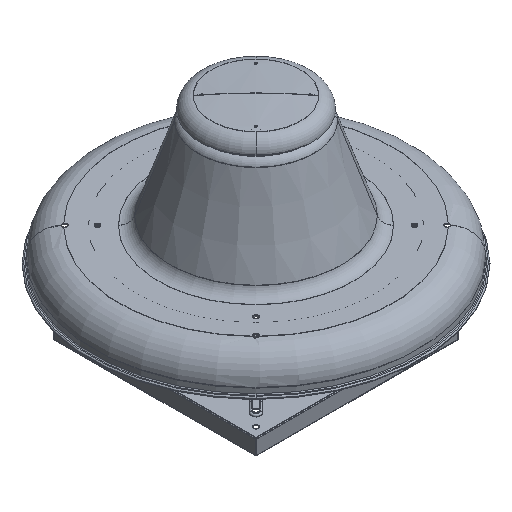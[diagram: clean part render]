
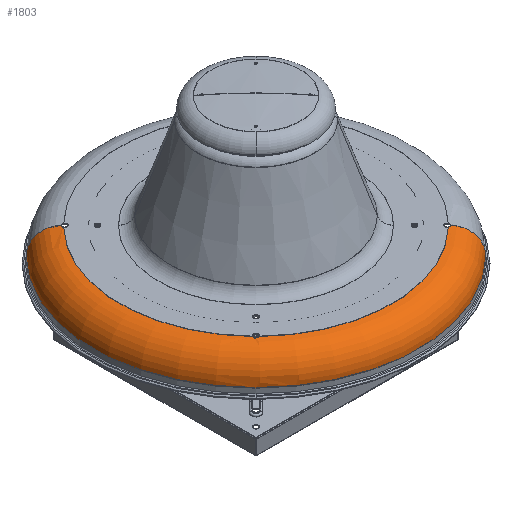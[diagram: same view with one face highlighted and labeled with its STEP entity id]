
A CAD part, isometric view. The second image highlights one B-rep face of the part: STEP entity #1803.
In plain terms, the highlighted toroidal (fillet/blend) face has major radius 335 mm and minor radius 65 mm.
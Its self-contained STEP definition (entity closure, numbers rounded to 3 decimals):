
#41 = CARTESIAN_POINT ( 'NONE',  ( 0., -317.666, 0. ) ) ;
#60 = CARTESIAN_POINT ( 'NONE',  ( -2.973, -252.747, -338.249 ) ) ;
#1425 = CARTESIAN_POINT ( 'NONE',  ( 337.09, -252.699, -4.434 ) ) ;
#1527 = CARTESIAN_POINT ( 'NONE',  ( 0., -317.666, 0. ) ) ;
#1551 = DIRECTION ( 'NONE',  ( 0., 0., -1. ) ) ;
#1803 = ADVANCED_FACE ( 'NONE', ( #23398 ), #8784, .T. ) ;
#1859 = CARTESIAN_POINT ( 'NONE',  ( 335., -317.666, 0. ) ) ;
#1874 = AXIS2_PLACEMENT_3D ( 'NONE', #21997, #17226, #24255 ) ;
#2404 = CARTESIAN_POINT ( 'NONE',  ( -339., -252.789, 0. ) ) ;
#2585 = CARTESIAN_POINT ( 'NONE',  ( 4.435, -252.699, -337.089 ) ) ;
#2667 = VERTEX_POINT ( 'NONE', #30234 ) ;
#2781 = DIRECTION ( 'NONE',  ( 1., 0., 0. ) ) ;
#2875 = B_SPLINE_CURVE_WITH_KNOTS ( 'NONE', 3,
 ( #24832, #29534, #8687, #1425, #15552, #27519, #8588, #3769, #3875, #6224 ),
 .UNSPECIFIED., .F., .F.,
 ( 4, 2, 2, 2, 4 ),
 ( 0., 0.25, 0.5, 0.75, 1. ),
 .UNSPECIFIED. ) ;
#2976 = CARTESIAN_POINT ( 'NONE',  ( 339., -252.789, 0. ) ) ;
#3078 = CARTESIAN_POINT ( 'NONE',  ( 0., -252.666, 0. ) ) ;
#3449 = AXIS2_PLACEMENT_3D ( 'NONE', #1527, #4489, #15546 ) ;
#3769 = CARTESIAN_POINT ( 'NONE',  ( 338.905, -252.783, -1.234 ) ) ;
#3875 = CARTESIAN_POINT ( 'NONE',  ( 339., -252.789, -0.624 ) ) ;
#4203 = DIRECTION ( 'NONE',  ( -1., 0., 0. ) ) ;
#4452 = CARTESIAN_POINT ( 'NONE',  ( -337.522, -252.715, -3.993 ) ) ;
#4489 = DIRECTION ( 'NONE',  ( 0., -1., 0. ) ) ;
#4556 = CARTESIAN_POINT ( 'NONE',  ( -0.62, -252.789, -339. ) ) ;
#4743 = CARTESIAN_POINT ( 'NONE',  ( -2.42, -252.762, -338.526 ) ) ;
#4835 = CARTESIAN_POINT ( 'NONE',  ( 2.428, -252.762, -338.522 ) ) ;
#4836 = CARTESIAN_POINT ( 'NONE',  ( -338.249, -252.747, -2.973 ) ) ;
#5068 = ORIENTED_EDGE ( 'NONE', *, *, #7592, .T. ) ;
#5205 = ORIENTED_EDGE ( 'NONE', *, *, #11527, .F. ) ;
#5334 = EDGE_CURVE ( 'NONE', #12602, #22937, #23293, .T. ) ;
#6224 = CARTESIAN_POINT ( 'NONE',  ( 339., -252.789, 0. ) ) ;
#6237 = VERTEX_POINT ( 'NONE', #29335 ) ;
#6791 = CARTESIAN_POINT ( 'NONE',  ( -336.087, -252.674, -5.183 ) ) ;
#6889 = CARTESIAN_POINT ( 'NONE',  ( 2.979, -252.747, -338.245 ) ) ;
#7172 = CARTESIAN_POINT ( 'NONE',  ( -337.09, -252.699, -4.435 ) ) ;
#7274 = CARTESIAN_POINT ( 'NONE',  ( -5.674, -252.666, -334.952 ) ) ;
#7592 = EDGE_CURVE ( 'NONE', #22937, #6237, #12003, .T. ) ;
#7646 = CARTESIAN_POINT ( 'NONE',  ( 0., -252.666, 0. ) ) ;
#7661 = CIRCLE ( 'NONE', #20103, 65. ) ;
#7895 = ORIENTED_EDGE ( 'NONE', *, *, #15025, .F. ) ;
#8588 = CARTESIAN_POINT ( 'NONE',  ( 338.524, -252.762, -2.424 ) ) ;
#8687 = CARTESIAN_POINT ( 'NONE',  ( 336.09, -252.674, -5.181 ) ) ;
#8784 = TOROIDAL_SURFACE ( 'NONE', #25269, 335., 65. ) ;
#10996 = CARTESIAN_POINT ( 'NONE',  ( -334.952, -252.666, -5.674 ) ) ;
#11409 = VERTEX_POINT ( 'NONE', #11907 ) ;
#11527 = EDGE_CURVE ( 'NONE', #11534, #2667, #25038, .T. ) ;
#11534 = VERTEX_POINT ( 'NONE', #28671 ) ;
#11632 = CARTESIAN_POINT ( 'NONE',  ( 400., -317.666, 0. ) ) ;
#11708 = CARTESIAN_POINT ( 'NONE',  ( -5.674, -252.666, -334.952 ) ) ;
#11907 = CARTESIAN_POINT ( 'NONE',  ( 334.952, -252.666, -5.674 ) ) ;
#12003 = B_SPLINE_CURVE_WITH_KNOTS ( 'NONE', 3,
 ( #11708, #20901, #28359, #18562, #14065, #60, #4743, #16430, #4556, #13962, #14154, #4835, #6889, #28256, #2585, #14349, #25638, #30316 ),
 .UNSPECIFIED., .F., .F.,
 ( 4, 2, 2, 2, 2, 2, 2, 2, 4 ),
 ( 0., 0.125, 0.25, 0.375, 0.5, 0.625, 0.75, 0.875, 1. ),
 .UNSPECIFIED. ) ;
#12222 = VERTEX_POINT ( 'NONE', #11632 ) ;
#12602 = VERTEX_POINT ( 'NONE', #10996 ) ;
#13962 = CARTESIAN_POINT ( 'NONE',  ( 0.629, -252.789, -339. ) ) ;
#14065 = CARTESIAN_POINT ( 'NONE',  ( -3.99, -252.715, -337.525 ) ) ;
#14154 = CARTESIAN_POINT ( 'NONE',  ( 1.239, -252.783, -338.904 ) ) ;
#14349 = CARTESIAN_POINT ( 'NONE',  ( 5.183, -252.674, -336.086 ) ) ;
#14382 = VERTEX_POINT ( 'NONE', #2976 ) ;
#14443 = DIRECTION ( 'NONE',  ( 1., 0., 0. ) ) ;
#15025 = EDGE_CURVE ( 'NONE', #2667, #12222, #15445, .T. ) ;
#15445 = CIRCLE ( 'NONE', #3449, 400. ) ;
#15546 = DIRECTION ( 'NONE',  ( 1., 0., 0. ) ) ;
#15552 = CARTESIAN_POINT ( 'NONE',  ( 337.522, -252.715, -3.992 ) ) ;
#16430 = CARTESIAN_POINT ( 'NONE',  ( -1.231, -252.783, -338.906 ) ) ;
#16987 = DIRECTION ( 'NONE',  ( 0., -1., 0. ) ) ;
#17226 = DIRECTION ( 'NONE',  ( 0., 0., 1. ) ) ;
#17274 = EDGE_CURVE ( 'NONE', #11534, #12602, #21477, .T. ) ;
#17297 = EDGE_LOOP ( 'NONE', ( #5205, #27745, #18483, #5068, #28025, #24507, #17300, #7895 ) ) ;
#17300 = ORIENTED_EDGE ( 'NONE', *, *, #20947, .T. ) ;
#17398 = CIRCLE ( 'NONE', #24209, 335. ) ;
#18175 = EDGE_CURVE ( 'NONE', #11409, #14382, #2875, .T. ) ;
#18483 = ORIENTED_EDGE ( 'NONE', *, *, #5334, .T. ) ;
#18562 = CARTESIAN_POINT ( 'NONE',  ( -4.434, -252.699, -337.091 ) ) ;
#18763 = CARTESIAN_POINT ( 'NONE',  ( -338.524, -252.762, -2.423 ) ) ;
#18857 = CARTESIAN_POINT ( 'NONE',  ( -338.905, -252.783, -1.234 ) ) ;
#19003 = AXIS2_PLACEMENT_3D ( 'NONE', #7646, #16987, #23804 ) ;
#19134 = DIRECTION ( 'NONE',  ( 0., -1., 0. ) ) ;
#19436 = DIRECTION ( 'NONE',  ( 0., -1., 0. ) ) ;
#20103 = AXIS2_PLACEMENT_3D ( 'NONE', #1859, #1551, #4203 ) ;
#20810 = CARTESIAN_POINT ( 'NONE',  ( -335.541, -252.666, -5.471 ) ) ;
#20901 = CARTESIAN_POINT ( 'NONE',  ( -5.471, -252.666, -335.542 ) ) ;
#20947 = EDGE_CURVE ( 'NONE', #14382, #12222, #7661, .T. ) ;
#21477 = B_SPLINE_CURVE_WITH_KNOTS ( 'NONE', 3,
 ( #2404, #30317, #18857, #18763, #4836, #4452, #7172, #6791, #20810, #28074 ),
 .UNSPECIFIED., .F., .F.,
 ( 4, 2, 2, 2, 4 ),
 ( 0., 0.25, 0.5, 0.75, 1. ),
 .UNSPECIFIED. ) ;
#21997 = CARTESIAN_POINT ( 'NONE',  ( -335., -317.666, 0. ) ) ;
#22937 = VERTEX_POINT ( 'NONE', #7274 ) ;
#23293 = CIRCLE ( 'NONE', #19003, 335. ) ;
#23398 = FACE_OUTER_BOUND ( 'NONE', #17297, .T. ) ;
#23804 = DIRECTION ( 'NONE',  ( 1., 0., 0. ) ) ;
#24209 = AXIS2_PLACEMENT_3D ( 'NONE', #3078, #19134, #14443 ) ;
#24255 = DIRECTION ( 'NONE',  ( 1., 0., 0. ) ) ;
#24507 = ORIENTED_EDGE ( 'NONE', *, *, #18175, .T. ) ;
#24832 = CARTESIAN_POINT ( 'NONE',  ( 334.952, -252.666, -5.674 ) ) ;
#25038 = CIRCLE ( 'NONE', #1874, 65. ) ;
#25269 = AXIS2_PLACEMENT_3D ( 'NONE', #41, #19436, #2781 ) ;
#25638 = CARTESIAN_POINT ( 'NONE',  ( 5.471, -252.666, -335.541 ) ) ;
#26019 = EDGE_CURVE ( 'NONE', #6237, #11409, #17398, .T. ) ;
#27519 = CARTESIAN_POINT ( 'NONE',  ( 338.247, -252.747, -2.976 ) ) ;
#27745 = ORIENTED_EDGE ( 'NONE', *, *, #17274, .T. ) ;
#28025 = ORIENTED_EDGE ( 'NONE', *, *, #26019, .T. ) ;
#28074 = CARTESIAN_POINT ( 'NONE',  ( -334.952, -252.666, -5.674 ) ) ;
#28256 = CARTESIAN_POINT ( 'NONE',  ( 3.996, -252.715, -337.519 ) ) ;
#28359 = CARTESIAN_POINT ( 'NONE',  ( -5.182, -252.674, -336.088 ) ) ;
#28671 = CARTESIAN_POINT ( 'NONE',  ( -339., -252.789, 0. ) ) ;
#29335 = CARTESIAN_POINT ( 'NONE',  ( 5.674, -252.666, -334.952 ) ) ;
#29534 = CARTESIAN_POINT ( 'NONE',  ( 335.542, -252.666, -5.471 ) ) ;
#30234 = CARTESIAN_POINT ( 'NONE',  ( -400., -317.666, 0. ) ) ;
#30316 = CARTESIAN_POINT ( 'NONE',  ( 5.674, -252.666, -334.952 ) ) ;
#30317 = CARTESIAN_POINT ( 'NONE',  ( -339., -252.789, -0.624 ) ) ;
